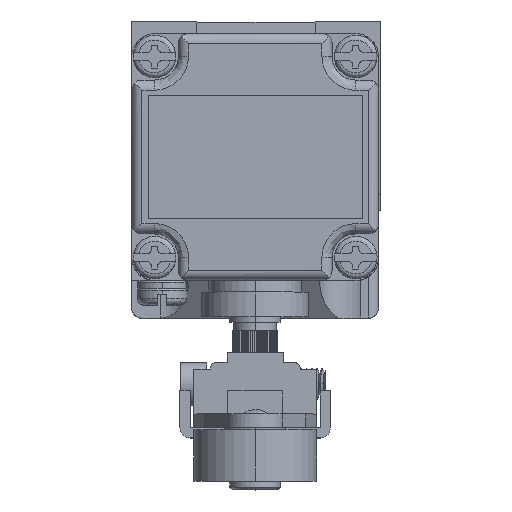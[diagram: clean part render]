
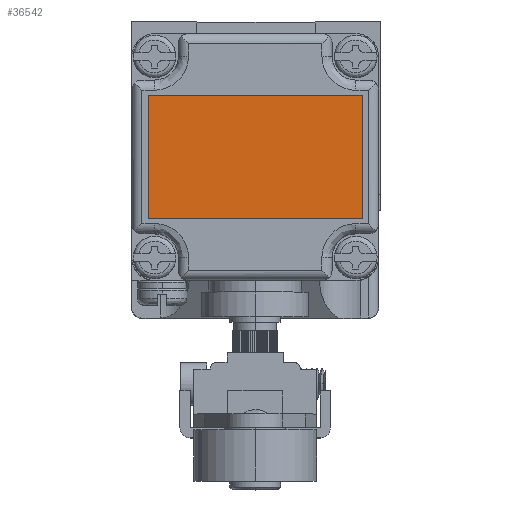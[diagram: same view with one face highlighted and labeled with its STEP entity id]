
A CAD part, top view. The second image highlights one B-rep face of the part: STEP entity #36542.
In plain terms, the highlighted planar face has unit normal (0, 0, 1).
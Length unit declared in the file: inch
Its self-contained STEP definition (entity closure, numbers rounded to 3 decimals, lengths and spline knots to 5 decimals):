
#34165 = LINE ( 'NONE', #34166, #34167 ) ;
#34166 = CARTESIAN_POINT ( 'NONE',  ( -1.31567, 1.6537, 2.06581 ) ) ;
#34167 = VECTOR ( 'NONE', #34168, 39.37008 ) ;
#34168 = DIRECTION ( 'NONE',  ( -1., 0., 0. ) ) ;
#36171 = EDGE_LOOP ( 'NONE', ( #23455, #28949, #25982, #9470 ) ) ;
#36531 = CARTESIAN_POINT ( 'NONE',  ( -1.31567, 1.6537, 2.06581 ) ) ;
#36542 = ADVANCED_FACE ( 'NONE', ( #14388 ), #14412, .F. ) ;
#37564 = LINE ( 'NONE', #37565, #37566 ) ;
#37565 = CARTESIAN_POINT ( 'NONE',  ( -1.31567, 0.9037, 2.06581 ) ) ;
#37566 = VECTOR ( 'NONE', #37567, 39.37008 ) ;
#37567 = DIRECTION ( 'NONE',  ( 0., 1., 0. ) ) ;
#21500 = VERTEX_POINT ( 'NONE', #29929 ) ;
#22033 = VERTEX_POINT ( 'NONE', #30839 ) ;
#22559 = EDGE_CURVE ( 'NONE', #22033, #21500, #31486, .T. ) ;
#23455 = ORIENTED_EDGE ( 'NONE', *, *, #22559, .T. ) ;
#8481 = LINE ( 'NONE', #8482, #8483 ) ;
#8482 = CARTESIAN_POINT ( 'NONE',  ( -2.62567, 1.6537, 2.06581 ) ) ;
#8483 = VECTOR ( 'NONE', #8510, 39.37008 ) ;
#8510 = DIRECTION ( 'NONE',  ( 0., -1., 0. ) ) ;
#8582 = EDGE_CURVE ( 'NONE', #10715, #22033, #8481, .T. ) ;
#25086 = EDGE_CURVE ( 'NONE', #27606, #10715, #34165, .T. ) ;
#9470 = ORIENTED_EDGE ( 'NONE', *, *, #8582, .T. ) ;
#25982 = ORIENTED_EDGE ( 'NONE', *, *, #25086, .T. ) ;
#10715 = VERTEX_POINT ( 'NONE', #12602 ) ;
#27606 = VERTEX_POINT ( 'NONE', #36531 ) ;
#28149 = EDGE_CURVE ( 'NONE', #21500, #27606, #37564, .T. ) ;
#28949 = ORIENTED_EDGE ( 'NONE', *, *, #28149, .T. ) ;
#12602 = CARTESIAN_POINT ( 'NONE',  ( -2.62567, 1.6537, 2.06581 ) ) ;
#29929 = CARTESIAN_POINT ( 'NONE',  ( -1.31567, 0.9037, 2.06581 ) ) ;
#14388 = FACE_OUTER_BOUND ( 'NONE', #36171, .T. ) ;
#14412 = PLANE ( 'NONE',  #14413 ) ;
#14413 = AXIS2_PLACEMENT_3D ( 'NONE', #14414, #14415, #14416 ) ;
#14414 = CARTESIAN_POINT ( 'NONE',  ( -1.97067, 1.2787, 2.06581 ) ) ;
#14415 = DIRECTION ( 'NONE',  ( 0., 0., -1. ) ) ;
#14416 = DIRECTION ( 'NONE',  ( 0., 1., 0. ) ) ;
#30839 = CARTESIAN_POINT ( 'NONE',  ( -2.62567, 0.9037, 2.06581 ) ) ;
#31486 = LINE ( 'NONE', #31499, #31500 ) ;
#31499 = CARTESIAN_POINT ( 'NONE',  ( -2.62567, 0.9037, 2.06581 ) ) ;
#31500 = VECTOR ( 'NONE', #31501, 39.37008 ) ;
#31501 = DIRECTION ( 'NONE',  ( 1., 0., 0. ) ) ;
